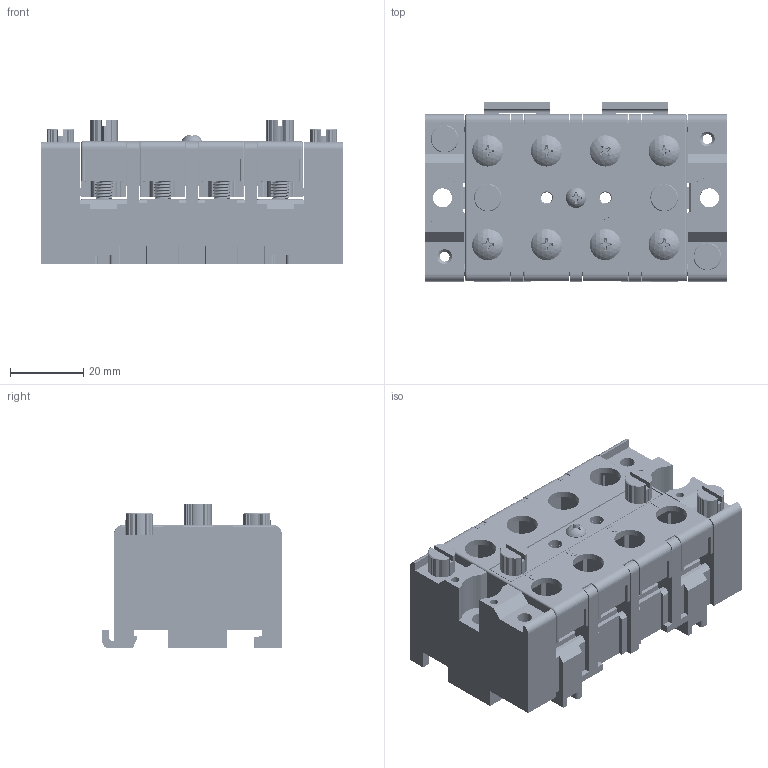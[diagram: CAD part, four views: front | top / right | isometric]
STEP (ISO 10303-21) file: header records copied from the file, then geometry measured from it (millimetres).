
FILE_DESCRIPTION(/* description */ (''),/* implementation_level */ '2;1');
FILE_NAME(/* name */ 'HDTB-SB-4.stp',/* time_stamp */ '2025-03-18T18:49:37+05:30',/* author */ ('Amit Mane'),/* organization */ (''),/* preprocessor_version */ 'ST-DEVELOPER v20',/* originating_system */ 'Autodesk Inventor 2024',/* authorisation */ '');
FILE_SCHEMA (('AUTOMOTIVE_DESIGN { 1 0 10303 214 3 1 1 }'));
Products named in the file (1): 25T30139G02_Simplify_1
Bounding box: 82.3 x 48.75 x 39.4 mm (x, y, z)
Volume: 69394.9 mm3; surface area: 56655 mm2
Topology: 15 solids, 25 shells, 3684 faces, 10375 edges, 6800 vertices
Faces by surface type: plane 2076, cylinder 1150, bspline 188, cone 136, torus 109, sphere 25
Full cylindrical faces by diameter (mm): 1.699 x6, 2.2 x4, 2.3 x6, 2.4 x12, 2.65 x4, 2.7 x3, 2.8 x2, 3 x41, 3.2 x8, 3.3 x8, 3.5 x5, 3.795 x56, 3.8 x4, 4 x8, 4.826 x64, 4.92 x8, 5 x8, 5.2 x2, 5.867 x8, 8.5 x8, 9.474 x8
Entity records: 166816 total; most frequent: CARTESIAN_POINT 74153, ORIENTED_EDGE 20718, DIRECTION 18237, EDGE_CURVE 10359, VERTEX_POINT 6800, AXIS2_PLACEMENT_3D 6204, LINE 5829, VECTOR 5829
